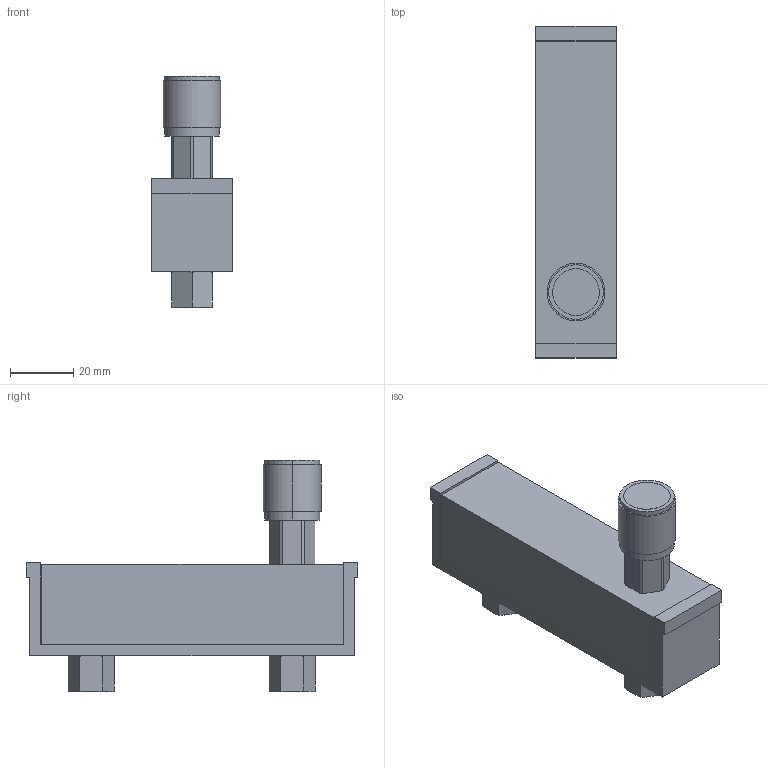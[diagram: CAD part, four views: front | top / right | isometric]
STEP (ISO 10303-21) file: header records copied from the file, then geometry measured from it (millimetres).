
FILE_DESCRIPTION((''),'2;1');
FILE_NAME('MU13E101U201_ASM','2019-09-30T13:22:23',('Dlachman'),('MATHESON TRI-GAS'),'CREO PARAMETRIC BY PTC INC, 2018260','CREO PARAMETRIC BY PTC INC, 2018260','');
FILE_SCHEMA(('CONFIG_CONTROL_DESIGN'));
Length unit declared in the file: inch
Products named in the file (12): MFRA-0001-AA; MBOD-0007-PC; MBOD-0518-PC_ASM; MABT-0005-BO; MRNS-0011-BU; MABT-0102-BO_ASM; MABT-0001-BO; MABT-0101-BO_ASM; MVLV-0201-BA; MPLU-0001-BA; MPLU-0103-BA_ASM; MU13E101U201_ASM
Assembly tree (13 placements, depth 3):
  MU13E101U201_ASM
    MFRA-0001-AA
    MBOD-0518-PC_ASM
      MBOD-0007-PC
    MABT-0102-BO_ASM
      MABT-0005-BO
      MRNS-0011-BU
    MABT-0101-BO_ASM
      MABT-0001-BO
      MRNS-0011-BU
    MVLV-0201-BA
    MPLU-0103-BA_ASM
      MPLU-0001-BA
      MRNS-0011-BU
Bounding box: 25.4 x 104.85 x 73.23 mm (x, y, z)
Volume: 76597.2 mm3; surface area: 30173.6 mm2
Topology: 10 solids, 13 shells, 216 faces, 480 edges, 290 vertices
Faces by surface type: plane 73, cylinder 63, torus 50, cone 30
Entity records: 6584 total; most frequent: CARTESIAN_POINT 1552, DIRECTION 1102, ORIENTED_EDGE 916, EDGE_CURVE 464, AXIS2_PLACEMENT_3D 452, VERTEX_POINT 282, EDGE_LOOP 238, CIRCLE 210
